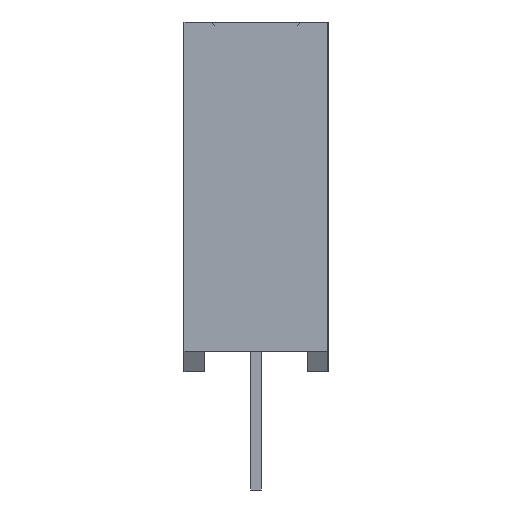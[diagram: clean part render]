
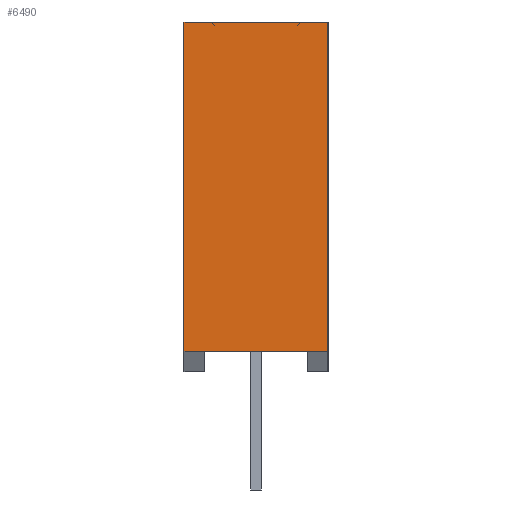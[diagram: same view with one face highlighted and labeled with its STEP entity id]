
A CAD part, left-side view. The second image highlights one B-rep face of the part: STEP entity #6490.
In plain terms, the highlighted planar face has unit normal (-1, 0, 0).
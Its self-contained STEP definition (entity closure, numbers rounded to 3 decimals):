
#80=DIRECTION('',(0.,1.,0.));
#81=VECTOR('',#80,3.556);
#82=CARTESIAN_POINT('',(-17.78,-1.778,0.));
#83=LINE('',#82,#81);
#328=DIRECTION('',(0.,0.,-1.));
#329=VECTOR('',#328,8.128);
#330=CARTESIAN_POINT('',(-17.78,1.778,0.));
#331=LINE('',#330,#329);
#704=DIRECTION('',(0.,1.,0.));
#705=VECTOR('',#704,3.556);
#706=CARTESIAN_POINT('',(-17.78,-1.778,-8.128));
#707=LINE('',#706,#705);
#1552=DIRECTION('',(0.,0.,-1.));
#1553=VECTOR('',#1552,8.128);
#1554=CARTESIAN_POINT('',(-17.78,-1.778,0.));
#1555=LINE('',#1554,#1553);
#3836=CARTESIAN_POINT('',(-17.78,-1.778,0.));
#3837=VERTEX_POINT('',#3836);
#3838=CARTESIAN_POINT('',(-17.78,1.778,0.));
#3839=VERTEX_POINT('',#3838);
#3844=CARTESIAN_POINT('',(-17.78,-1.778,-8.128));
#3845=CARTESIAN_POINT('',(-17.78,1.778,-8.128));
#3846=VERTEX_POINT('',#3844);
#3847=VERTEX_POINT('',#3845);
#6479=CARTESIAN_POINT('',(-17.78,-1.778,0.));
#6480=DIRECTION('',(-1.,0.,0.));
#6481=DIRECTION('',(0.,1.,0.));
#6482=AXIS2_PLACEMENT_3D('',#6479,#6480,#6481);
#6483=PLANE('',#6482);
#6484=ORIENTED_EDGE('',*,*,#5057,.F.);
#6485=ORIENTED_EDGE('',*,*,#5811,.T.);
#6486=ORIENTED_EDGE('',*,*,#5441,.T.);
#6487=ORIENTED_EDGE('',*,*,#5236,.F.);
#6488=EDGE_LOOP('',(#6484,#6485,#6486,#6487));
#6489=FACE_OUTER_BOUND('',#6488,.F.);
#6490=ADVANCED_FACE('',(#6489),#6483,.T.);
#5057=EDGE_CURVE('',#3837,#3839,#83,.T.);
#5236=EDGE_CURVE('',#3839,#3847,#331,.T.);
#5441=EDGE_CURVE('',#3846,#3847,#707,.T.);
#5811=EDGE_CURVE('',#3837,#3846,#1555,.T.);
